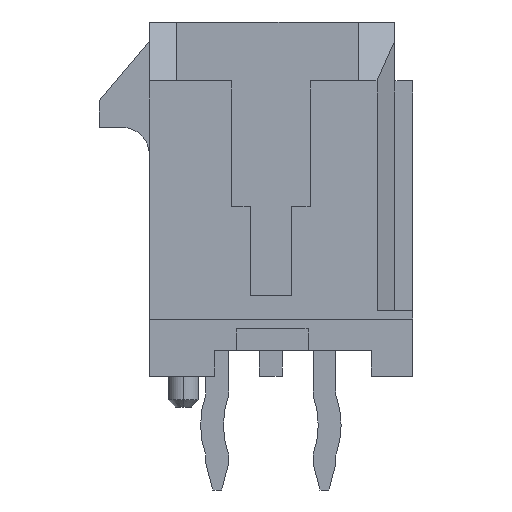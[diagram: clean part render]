
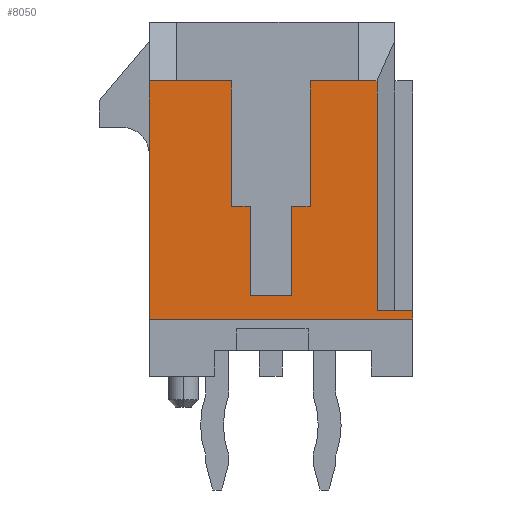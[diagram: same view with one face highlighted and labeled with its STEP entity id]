
A CAD part, left-side view. The second image highlights one B-rep face of the part: STEP entity #8050.
In plain terms, the highlighted planar face has unit normal (-1, 0, 0).
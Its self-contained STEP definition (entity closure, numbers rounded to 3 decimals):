
#1=DIRECTION('',(0.,0.,-1.));
#2=VECTOR('',#1,3.5);
#3=CARTESIAN_POINT('',(-12.325,-1.1,3.3));
#4=LINE('',#3,#2);
#5=DIRECTION('',(0.,1.,0.));
#6=VECTOR('',#5,1.35);
#7=CARTESIAN_POINT('',(-12.325,-2.45,3.3));
#8=LINE('',#7,#6);
#9=DIRECTION('',(0.,-1.,0.));
#10=VECTOR('',#9,0.52);
#11=CARTESIAN_POINT('',(-12.325,-2.45,3.3));
#12=LINE('',#11,#10);
#13=DIRECTION('',(0.,0.,-1.));
#14=VECTOR('',#13,6.41);
#15=CARTESIAN_POINT('',(-12.325,-2.97,3.3));
#16=LINE('',#15,#14);
#17=DIRECTION('',(0.,0.,-1.));
#18=VECTOR('',#17,0.25);
#19=CARTESIAN_POINT('',(-12.325,-3.97,-3.11));
#20=LINE('',#19,#18);
#21=DIRECTION('',(0.,1.,0.));
#22=VECTOR('',#21,7.37);
#23=CARTESIAN_POINT('',(-12.325,-3.97,-3.36));
#24=LINE('',#23,#22);
#25=DIRECTION('',(0.,0.,1.));
#26=VECTOR('',#25,6.66);
#27=CARTESIAN_POINT('',(-12.325,3.4,-3.36));
#28=LINE('',#27,#26);
#29=DIRECTION('',(0.,-1.,0.));
#30=VECTOR('',#29,0.76);
#31=CARTESIAN_POINT('',(-12.325,3.4,3.3));
#32=LINE('',#31,#30);
#33=DIRECTION('',(0.,1.,0.));
#34=VECTOR('',#33,1.54);
#35=CARTESIAN_POINT('',(-12.325,1.1,3.3));
#36=LINE('',#35,#34);
#37=DIRECTION('',(0.,0.,-1.));
#38=VECTOR('',#37,3.5);
#39=CARTESIAN_POINT('',(-12.325,1.1,3.3));
#40=LINE('',#39,#38);
#41=DIRECTION('',(0.,1.,0.));
#42=VECTOR('',#41,0.525);
#43=CARTESIAN_POINT('',(-12.325,0.575,-0.2));
#44=LINE('',#43,#42);
#45=DIRECTION('',(0.,0.,1.));
#46=VECTOR('',#45,2.5);
#47=CARTESIAN_POINT('',(-12.325,0.575,-2.7));
#48=LINE('',#47,#46);
#49=DIRECTION('',(0.,1.,0.));
#50=VECTOR('',#49,1.15);
#51=CARTESIAN_POINT('',(-12.325,-0.575,-2.7));
#52=LINE('',#51,#50);
#53=DIRECTION('',(0.,0.,-1.));
#54=VECTOR('',#53,2.5);
#55=CARTESIAN_POINT('',(-12.325,-0.575,-0.2));
#56=LINE('',#55,#54);
#57=DIRECTION('',(0.,1.,0.));
#58=VECTOR('',#57,0.525);
#59=CARTESIAN_POINT('',(-12.325,-1.1,-0.2));
#60=LINE('',#59,#58);
#2903=DIRECTION('',(0.,1.,0.));
#2904=VECTOR('',#2903,1.);
#2905=CARTESIAN_POINT('',(-12.325,-3.97,-3.11));
#2906=LINE('',#2905,#2904);
#6076=CARTESIAN_POINT('',(-12.325,3.4,3.3));
#6078=VERTEX_POINT('',#6076);
#6125=CARTESIAN_POINT('',(-12.325,-3.97,-3.11));
#6126=CARTESIAN_POINT('',(-12.325,-2.97,-3.11));
#6127=VERTEX_POINT('',#6125);
#6128=VERTEX_POINT('',#6126);
#6133=CARTESIAN_POINT('',(-12.325,2.64,3.3));
#6134=VERTEX_POINT('',#6133);
#6135=CARTESIAN_POINT('',(-12.325,-2.45,3.3));
#6136=VERTEX_POINT('',#6135);
#6361=CARTESIAN_POINT('',(-12.325,-1.1,3.3));
#6362=CARTESIAN_POINT('',(-12.325,-1.1,-0.2));
#6363=VERTEX_POINT('',#6361);
#6364=VERTEX_POINT('',#6362);
#6365=CARTESIAN_POINT('',(-12.325,-0.575,-0.2));
#6366=VERTEX_POINT('',#6365);
#6367=CARTESIAN_POINT('',(-12.325,-0.575,-2.7));
#6368=VERTEX_POINT('',#6367);
#6369=CARTESIAN_POINT('',(-12.325,0.575,-2.7));
#6370=VERTEX_POINT('',#6369);
#6371=CARTESIAN_POINT('',(-12.325,0.575,-0.2));
#6372=VERTEX_POINT('',#6371);
#6373=CARTESIAN_POINT('',(-12.325,1.1,-0.2));
#6374=VERTEX_POINT('',#6373);
#6375=CARTESIAN_POINT('',(-12.325,1.1,3.3));
#6376=VERTEX_POINT('',#6375);
#7581=CARTESIAN_POINT('',(-12.325,-3.97,-3.36));
#7582=CARTESIAN_POINT('',(-12.325,3.4,-3.36));
#7583=VERTEX_POINT('',#7581);
#7584=VERTEX_POINT('',#7582);
#7613=CARTESIAN_POINT('',(-12.325,-2.97,3.3));
#7614=VERTEX_POINT('',#7613);
#8011=CARTESIAN_POINT('',(-12.325,0.,0.));
#8012=DIRECTION('',(1.,0.,0.));
#8013=DIRECTION('',(0.,0.,-1.));
#8014=AXIS2_PLACEMENT_3D('',#8011,#8012,#8013);
#8015=PLANE('',#8014);
#8017=ORIENTED_EDGE('',*,*,#8016,.F.);
#8019=ORIENTED_EDGE('',*,*,#8018,.F.);
#8021=ORIENTED_EDGE('',*,*,#8020,.T.);
#8023=ORIENTED_EDGE('',*,*,#8022,.T.);
#8025=ORIENTED_EDGE('',*,*,#8024,.F.);
#8027=ORIENTED_EDGE('',*,*,#8026,.T.);
#8029=ORIENTED_EDGE('',*,*,#8028,.T.);
#8031=ORIENTED_EDGE('',*,*,#8030,.T.);
#8033=ORIENTED_EDGE('',*,*,#8032,.T.);
#8035=ORIENTED_EDGE('',*,*,#8034,.F.);
#8037=ORIENTED_EDGE('',*,*,#8036,.T.);
#8039=ORIENTED_EDGE('',*,*,#8038,.F.);
#8041=ORIENTED_EDGE('',*,*,#8040,.F.);
#8043=ORIENTED_EDGE('',*,*,#8042,.F.);
#8045=ORIENTED_EDGE('',*,*,#8044,.F.);
#8047=ORIENTED_EDGE('',*,*,#8046,.F.);
#8048=EDGE_LOOP('',(#8017,#8019,#8021,#8023,#8025,#8027,#8029,#8031,#8033,#8035,
#8037,#8039,#8041,#8043,#8045,#8047));
#8049=FACE_OUTER_BOUND('',#8048,.F.);
#8050=ADVANCED_FACE('',(#8049),#8015,.F.);
#8016=EDGE_CURVE('',#6363,#6364,#4,.T.);
#8018=EDGE_CURVE('',#6136,#6363,#8,.T.);
#8020=EDGE_CURVE('',#6136,#7614,#12,.T.);
#8022=EDGE_CURVE('',#7614,#6128,#16,.T.);
#8024=EDGE_CURVE('',#6127,#6128,#2906,.T.);
#8026=EDGE_CURVE('',#6127,#7583,#20,.T.);
#8028=EDGE_CURVE('',#7583,#7584,#24,.T.);
#8030=EDGE_CURVE('',#7584,#6078,#28,.T.);
#8032=EDGE_CURVE('',#6078,#6134,#32,.T.);
#8034=EDGE_CURVE('',#6376,#6134,#36,.T.);
#8036=EDGE_CURVE('',#6376,#6374,#40,.T.);
#8038=EDGE_CURVE('',#6372,#6374,#44,.T.);
#8040=EDGE_CURVE('',#6370,#6372,#48,.T.);
#8042=EDGE_CURVE('',#6368,#6370,#52,.T.);
#8044=EDGE_CURVE('',#6366,#6368,#56,.T.);
#8046=EDGE_CURVE('',#6364,#6366,#60,.T.);
